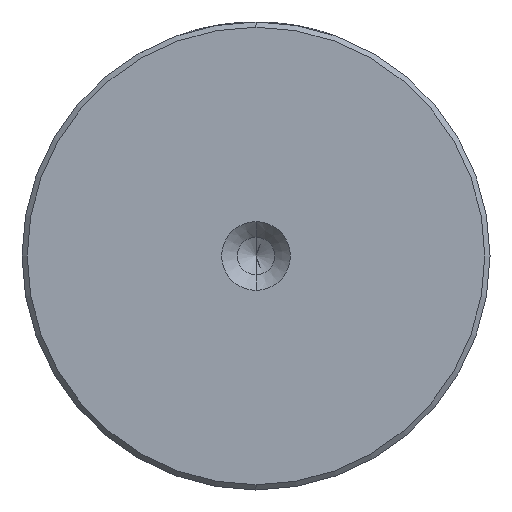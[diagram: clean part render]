
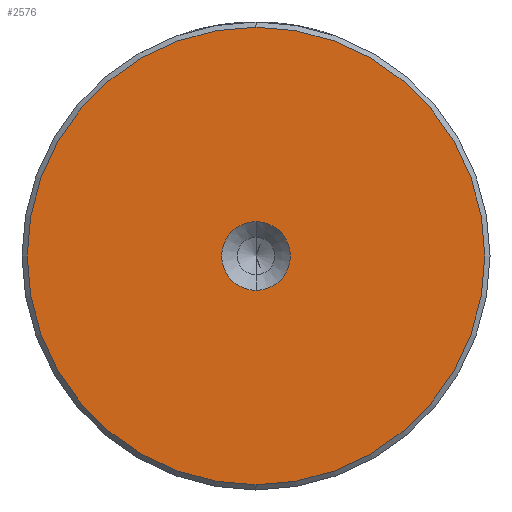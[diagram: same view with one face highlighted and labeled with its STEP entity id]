
A CAD part, left-side view. The second image highlights one B-rep face of the part: STEP entity #2576.
In plain terms, the highlighted planar face has unit normal (-1, 0, 0).
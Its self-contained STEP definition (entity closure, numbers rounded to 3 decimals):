
#16 = EDGE_LOOP ( 'NONE', ( #1967, #1974 ) ) ;
#37 = CARTESIAN_POINT ( 'NONE',  ( 0., 0., 0. ) ) ;
#43 = VERTEX_POINT ( 'NONE', #198 ) ;
#92 = CIRCLE ( 'NONE', #1898, 3.3 ) ;
#150 = AXIS2_PLACEMENT_3D ( 'NONE', #37, #225, #440 ) ;
#182 = VERTEX_POINT ( 'NONE', #716 ) ;
#189 = CARTESIAN_POINT ( 'NONE',  ( 0., 0., 22. ) ) ;
#198 = CARTESIAN_POINT ( 'NONE',  ( 0., 0., 3.3 ) ) ;
#210 = CIRCLE ( 'NONE', #1676, 22. ) ;
#225 = DIRECTION ( 'NONE',  ( -1., 0., 0. ) ) ;
#259 = CARTESIAN_POINT ( 'NONE',  ( 0., 0., -22. ) ) ;
#391 = CARTESIAN_POINT ( 'NONE',  ( 0., 0., 0. ) ) ;
#440 = DIRECTION ( 'NONE',  ( 0., 0., 1. ) ) ;
#447 = CARTESIAN_POINT ( 'NONE',  ( 0., 0., 0. ) ) ;
#497 = CARTESIAN_POINT ( 'NONE',  ( 0., 0., 0. ) ) ;
#599 = DIRECTION ( 'NONE',  ( 0., 0., 1. ) ) ;
#622 = EDGE_CURVE ( 'NONE', #182, #43, #92, .T. ) ;
#654 = DIRECTION ( 'NONE',  ( 0., 0., 1. ) ) ;
#705 = DIRECTION ( 'NONE',  ( 0., 0., 1. ) ) ;
#716 = CARTESIAN_POINT ( 'NONE',  ( 0., 0., -3.3 ) ) ;
#750 = FACE_BOUND ( 'NONE', #1348, .T. ) ;
#794 = EDGE_CURVE ( 'NONE', #43, #182, #1883, .T. ) ;
#1084 = CARTESIAN_POINT ( 'NONE',  ( 0., 0., 0. ) ) ;
#1281 = DIRECTION ( 'NONE',  ( 0., 0., 1. ) ) ;
#1296 = FACE_OUTER_BOUND ( 'NONE', #16, .T. ) ;
#1348 = EDGE_LOOP ( 'NONE', ( #1567, #1999 ) ) ;
#1418 = AXIS2_PLACEMENT_3D ( 'NONE', #391, #1835, #599 ) ;
#1452 = VERTEX_POINT ( 'NONE', #259 ) ;
#1567 = ORIENTED_EDGE ( 'NONE', *, *, #794, .F. ) ;
#1676 = AXIS2_PLACEMENT_3D ( 'NONE', #1084, #2553, #1281 ) ;
#1681 = PLANE ( 'NONE',  #150 ) ;
#1729 = CIRCLE ( 'NONE', #2276, 22. ) ;
#1835 = DIRECTION ( 'NONE',  ( -1., 0., 0. ) ) ;
#1883 = CIRCLE ( 'NONE', #1418, 3.3 ) ;
#1897 = DIRECTION ( 'NONE',  ( -1., 0., 0. ) ) ;
#1898 = AXIS2_PLACEMENT_3D ( 'NONE', #497, #1944, #705 ) ;
#1944 = DIRECTION ( 'NONE',  ( -1., 0., 0. ) ) ;
#1967 = ORIENTED_EDGE ( 'NONE', *, *, #1982, .T. ) ;
#1974 = ORIENTED_EDGE ( 'NONE', *, *, #2595, .T. ) ;
#1982 = EDGE_CURVE ( 'NONE', #1452, #2508, #210, .T. ) ;
#1999 = ORIENTED_EDGE ( 'NONE', *, *, #622, .F. ) ;
#2276 = AXIS2_PLACEMENT_3D ( 'NONE', #447, #1897, #654 ) ;
#2508 = VERTEX_POINT ( 'NONE', #189 ) ;
#2553 = DIRECTION ( 'NONE',  ( -1., 0., 0. ) ) ;
#2576 = ADVANCED_FACE ( 'NONE', ( #1296, #750 ), #1681, .T. ) ;
#2595 = EDGE_CURVE ( 'NONE', #2508, #1452, #1729, .T. ) ;
